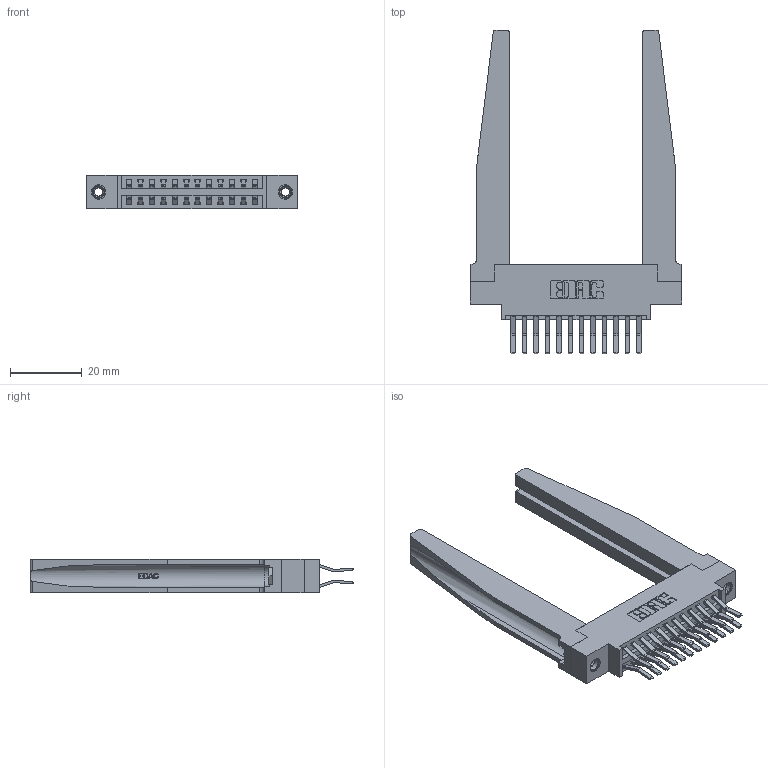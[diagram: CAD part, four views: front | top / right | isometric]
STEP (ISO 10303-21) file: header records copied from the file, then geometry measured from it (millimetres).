
FILE_DESCRIPTION (( 'STEP AP203' ), '1' );
FILE_NAME ('396-024-560-878.STEP', '2019-11-01T18:55:50', ( '' ), ( '' ), 'SwSTEP 2.0', 'SolidWorks 2016', '' );
FILE_SCHEMA (( 'CONFIG_CONTROL_DESIGN' ));
Length unit declared in the file: inch
Products named in the file (5): 346 Part_0.170 Offset - 0.156 Dia-TH; 345-292-001_560 Tail; 346-220-078_345-220-078; 345-250-001_345-250-001-102; 396-024-560-878
Assembly tree (29 placements, depth 2):
  396-024-560-878
    346 Part_0.170 Offset - 0.156 Dia-TH
    345-292-001_560 Tail  x24
    346-220-078_345-220-078  x2
    345-250-001_345-250-001-102  x2
Bounding box: 58.67 x 90.05 x 9.4 mm (x, y, z)
Volume: 12400 mm3; surface area: 14213.2 mm2
Topology: 29 solids, 29 shells, 1656 faces, 4813 edges, 3166 vertices
Faces by surface type: plane 1062, cylinder 542, bspline 36, cone 12, torus 4
Entity records: 16838 total; most frequent: CARTESIAN_POINT 3755, ORIENTED_EDGE 2578, DIRECTION 2351, EDGE_CURVE 1289, VECTOR 1011, LINE 1011, VERTEX_POINT 852, AXIS2_PLACEMENT_3D 670
